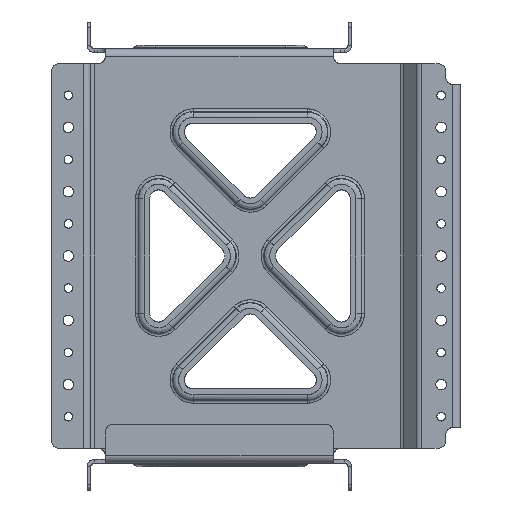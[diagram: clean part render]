
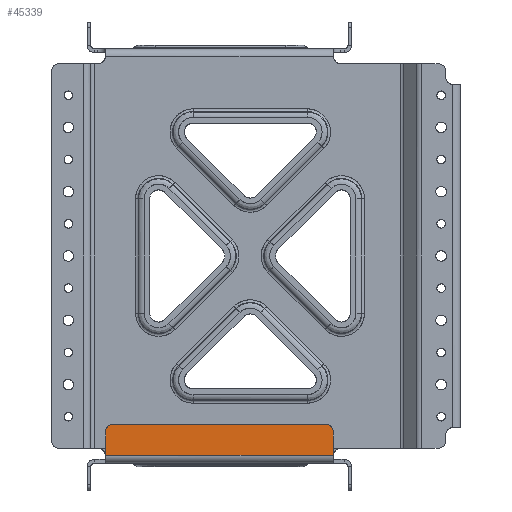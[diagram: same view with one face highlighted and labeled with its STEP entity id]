
A CAD part, front view. The second image highlights one B-rep face of the part: STEP entity #45339.
In plain terms, the highlighted free-form (B-spline) face has degree [1, 1] with [2, 2] control points.
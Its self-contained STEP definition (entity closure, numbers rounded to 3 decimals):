
#45339 = ADVANCED_FACE('',(#45340),#45386,.T.);
#45340 = FACE_BOUND('',#45341,.T.);
#45341 = EDGE_LOOP('',(#45342,#45351,#45359,#45366,#45373,#45380));
#45342 = ORIENTED_EDGE('',*,*,#45343,.T.);
#45343 = EDGE_CURVE('',#45344,#45346,#45348,.T.);
#45344 = VERTEX_POINT('',#45345);
#45345 = CARTESIAN_POINT('',(-63.895,-174.149,
    -79.868));
#45346 = VERTEX_POINT('',#45347);
#45347 = CARTESIAN_POINT('',(-164.781,-174.149,
    -79.868));
#45348 = B_SPLINE_CURVE_WITH_KNOTS('',1,(#45349,#45350),.UNSPECIFIED.,
  .F.,.F.,(2,2),(-84.,-0.),.PIECEWISE_BEZIER_KNOTS.);
#45349 = CARTESIAN_POINT('',(-63.895,-174.149,
    -79.868));
#45350 = CARTESIAN_POINT('',(-164.781,-174.149,
    -79.868));
#45351 = ORIENTED_EDGE('',*,*,#45352,.T.);
#45352 = EDGE_CURVE('',#45346,#45353,#45355,.T.);
#45353 = VERTEX_POINT('',#45354);
#45354 = CARTESIAN_POINT('',(-168.384,-174.149,
    -83.471));
#45355 = ( BOUNDED_CURVE() B_SPLINE_CURVE(2,(#45356,#45357,#45358),
.UNSPECIFIED.,.F.,.F.) B_SPLINE_CURVE_WITH_KNOTS((3,3),(-0.,
4.712),.PIECEWISE_BEZIER_KNOTS.) CURVE() 
GEOMETRIC_REPRESENTATION_ITEM() RATIONAL_B_SPLINE_CURVE((1.,
0.707,1.)) REPRESENTATION_ITEM('') );
#45356 = CARTESIAN_POINT('',(-164.781,-174.149,
    -79.868));
#45357 = CARTESIAN_POINT('',(-168.384,-174.149,
    -79.868));
#45358 = CARTESIAN_POINT('',(-168.384,-174.149,
    -83.471));
#45359 = ORIENTED_EDGE('',*,*,#45360,.T.);
#45360 = EDGE_CURVE('',#45353,#45361,#45363,.T.);
#45361 = VERTEX_POINT('',#45362);
#45362 = CARTESIAN_POINT('',(-168.384,-174.149,
    -94.641));
#45363 = B_SPLINE_CURVE_WITH_KNOTS('',1,(#45364,#45365),.UNSPECIFIED.,
  .F.,.F.,(2,2),(-9.3,-0.),.PIECEWISE_BEZIER_KNOTS.);
#45364 = CARTESIAN_POINT('',(-168.384,-174.149,
    -83.471));
#45365 = CARTESIAN_POINT('',(-168.384,-174.149,
    -94.641));
#45366 = ORIENTED_EDGE('',*,*,#45367,.T.);
#45367 = EDGE_CURVE('',#45361,#45368,#45370,.T.);
#45368 = VERTEX_POINT('',#45369);
#45369 = CARTESIAN_POINT('',(-60.292,-174.149,
    -94.641));
#45370 = B_SPLINE_CURVE_WITH_KNOTS('',1,(#45371,#45372),.UNSPECIFIED.,
  .F.,.F.,(2,2),(-90.,-0.),.PIECEWISE_BEZIER_KNOTS.);
#45371 = CARTESIAN_POINT('',(-168.384,-174.149,
    -94.641));
#45372 = CARTESIAN_POINT('',(-60.292,-174.149,
    -94.641));
#45373 = ORIENTED_EDGE('',*,*,#45374,.T.);
#45374 = EDGE_CURVE('',#45368,#45375,#45377,.T.);
#45375 = VERTEX_POINT('',#45376);
#45376 = CARTESIAN_POINT('',(-60.292,-174.149,
    -83.471));
#45377 = B_SPLINE_CURVE_WITH_KNOTS('',1,(#45378,#45379),.UNSPECIFIED.,
  .F.,.F.,(2,2),(-9.3,-0.),.PIECEWISE_BEZIER_KNOTS.);
#45378 = CARTESIAN_POINT('',(-60.292,-174.149,
    -94.641));
#45379 = CARTESIAN_POINT('',(-60.292,-174.149,
    -83.471));
#45380 = ORIENTED_EDGE('',*,*,#45381,.T.);
#45381 = EDGE_CURVE('',#45375,#45344,#45382,.T.);
#45382 = ( BOUNDED_CURVE() B_SPLINE_CURVE(2,(#45383,#45384,#45385),
.UNSPECIFIED.,.F.,.F.) B_SPLINE_CURVE_WITH_KNOTS((3,3),(-4.712,
0.),.PIECEWISE_BEZIER_KNOTS.) CURVE() GEOMETRIC_REPRESENTATION_ITEM() 
RATIONAL_B_SPLINE_CURVE((1.,0.707,1.)) REPRESENTATION_ITEM('') 
  );
#45383 = CARTESIAN_POINT('',(-60.292,-174.149,
    -83.471));
#45384 = CARTESIAN_POINT('',(-60.292,-174.149,
    -79.868));
#45385 = CARTESIAN_POINT('',(-63.895,-174.149,
    -79.868));
#45386 = B_SPLINE_SURFACE_WITH_KNOTS('',1,1,(
    (#45387,#45388)
    ,(#45389,#45390
    )),.UNSPECIFIED.,.F.,.F.,.F.,(2,2),(2,2),(41.14,
    149.26),(65.21,80.09),
  .PIECEWISE_BEZIER_KNOTS.);
#45387 = CARTESIAN_POINT('',(-49.41,-174.149,
    -78.319));
#45388 = CARTESIAN_POINT('',(-49.41,-174.149,
    -96.19));
#45389 = CARTESIAN_POINT('',(-179.265,-174.149,
    -78.319));
#45390 = CARTESIAN_POINT('',(-179.265,-174.149,
    -96.19));
